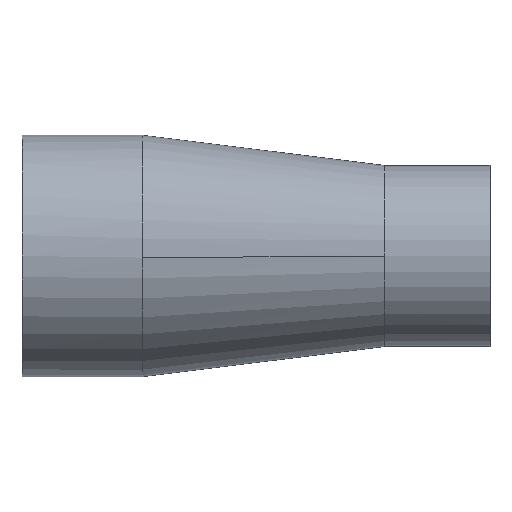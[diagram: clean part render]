
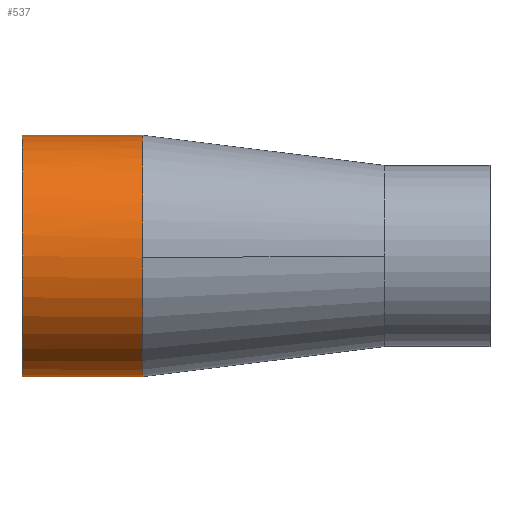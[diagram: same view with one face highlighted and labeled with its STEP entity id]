
A CAD part, left-side view. The second image highlights one B-rep face of the part: STEP entity #537.
In plain terms, the highlighted cylindrical face has radius 50.8 mm (diameter 101.6 mm), a partial arc.
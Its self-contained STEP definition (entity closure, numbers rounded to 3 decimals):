
#16 = ORIENTED_EDGE ( 'NONE', *, *, #639, .F. ) ;
#17 = CIRCLE ( 'NONE', #535, 50.8 ) ;
#77 = DIRECTION ( 'NONE',  ( 0., -1., 0. ) ) ;
#88 = VECTOR ( 'NONE', #77, 1000. ) ;
#125 = DIRECTION ( 'NONE',  ( 0., 0., 1. ) ) ;
#137 = VERTEX_POINT ( 'NONE', #952 ) ;
#145 = LINE ( 'NONE', #903, #88 ) ;
#160 = VERTEX_POINT ( 'NONE', #973 ) ;
#180 = FACE_OUTER_BOUND ( 'NONE', #893, .T. ) ;
#191 = AXIS2_PLACEMENT_3D ( 'NONE', #1134, #953, #322 ) ;
#210 = ORIENTED_EDGE ( 'NONE', *, *, #569, .T. ) ;
#211 = EDGE_CURVE ( 'NONE', #618, #484, #17, .T. ) ;
#218 = CARTESIAN_POINT ( 'NONE',  ( 12.7, 152.4, 0. ) ) ;
#273 = CARTESIAN_POINT ( 'NONE',  ( 12.7, 152.4, 0. ) ) ;
#304 = CARTESIAN_POINT ( 'NONE',  ( 12.7, 101.6, 50.8 ) ) ;
#322 = DIRECTION ( 'NONE',  ( 0., 0., 1. ) ) ;
#325 = CYLINDRICAL_SURFACE ( 'NONE', #549, 50.8 ) ;
#360 = DIRECTION ( 'NONE',  ( 0., -1., 0. ) ) ;
#362 = VECTOR ( 'NONE', #1031, 1000. ) ;
#456 = DIRECTION ( 'NONE',  ( 0., 0., -1. ) ) ;
#459 = LINE ( 'NONE', #581, #362 ) ;
#484 = VERTEX_POINT ( 'NONE', #905 ) ;
#535 = AXIS2_PLACEMENT_3D ( 'NONE', #906, #1009, #919 ) ;
#537 = ADVANCED_FACE ( 'NONE', ( #180 ), #325, .T. ) ;
#549 = AXIS2_PLACEMENT_3D ( 'NONE', #273, #360, #456 ) ;
#564 = VERTEX_POINT ( 'NONE', #304 ) ;
#569 = EDGE_CURVE ( 'NONE', #484, #564, #816, .T. ) ;
#581 = CARTESIAN_POINT ( 'NONE',  ( 12.7, 152.4, 50.8 ) ) ;
#618 = VERTEX_POINT ( 'NONE', #852 ) ;
#634 = CIRCLE ( 'NONE', #931, 50.8 ) ;
#639 = EDGE_CURVE ( 'NONE', #137, #564, #459, .T. ) ;
#645 = ORIENTED_EDGE ( 'NONE', *, *, #211, .T. ) ;
#816 = CIRCLE ( 'NONE', #191, 50.8 ) ;
#823 = ORIENTED_EDGE ( 'NONE', *, *, #884, .F. ) ;
#848 = DIRECTION ( 'NONE',  ( 0., 1., 0. ) ) ;
#852 = CARTESIAN_POINT ( 'NONE',  ( 12.7, 101.6, -50.8 ) ) ;
#861 = ORIENTED_EDGE ( 'NONE', *, *, #1073, .T. ) ;
#884 = EDGE_CURVE ( 'NONE', #160, #137, #634, .T. ) ;
#893 = EDGE_LOOP ( 'NONE', ( #16, #823, #861, #645, #210 ) ) ;
#903 = CARTESIAN_POINT ( 'NONE',  ( 12.7, 152.4, -50.8 ) ) ;
#905 = CARTESIAN_POINT ( 'NONE',  ( -38.096, 101.6, -0.67 ) ) ;
#906 = CARTESIAN_POINT ( 'NONE',  ( 12.7, 101.6, 0. ) ) ;
#919 = DIRECTION ( 'NONE',  ( 0., 0., 1. ) ) ;
#931 = AXIS2_PLACEMENT_3D ( 'NONE', #218, #848, #125 ) ;
#952 = CARTESIAN_POINT ( 'NONE',  ( 12.7, 152.4, 50.8 ) ) ;
#953 = DIRECTION ( 'NONE',  ( 0., 1., 0. ) ) ;
#973 = CARTESIAN_POINT ( 'NONE',  ( 12.7, 152.4, -50.8 ) ) ;
#1009 = DIRECTION ( 'NONE',  ( 0., 1., 0. ) ) ;
#1031 = DIRECTION ( 'NONE',  ( 0., -1., 0. ) ) ;
#1073 = EDGE_CURVE ( 'NONE', #160, #618, #145, .T. ) ;
#1134 = CARTESIAN_POINT ( 'NONE',  ( 12.7, 101.6, 0. ) ) ;
